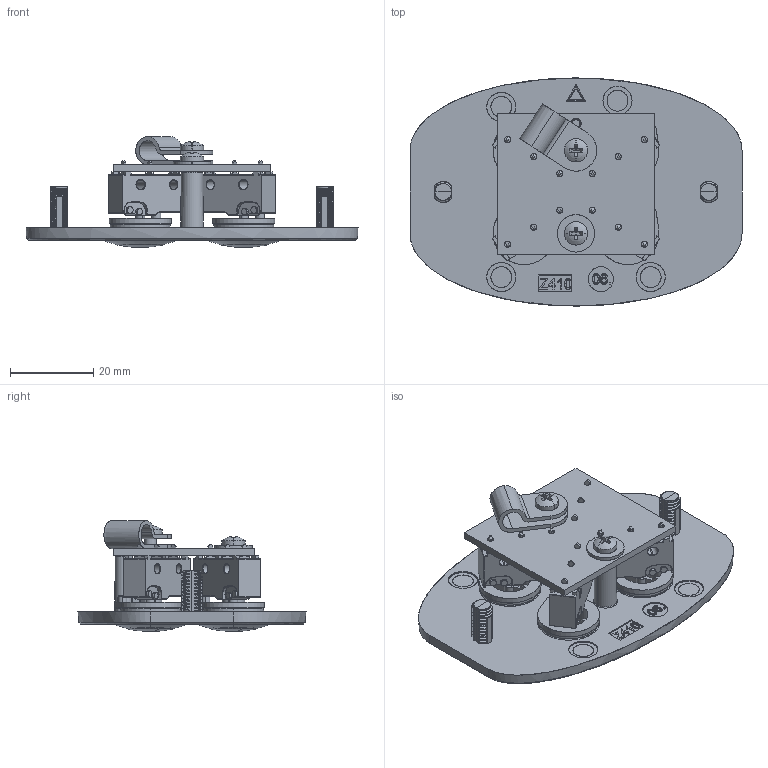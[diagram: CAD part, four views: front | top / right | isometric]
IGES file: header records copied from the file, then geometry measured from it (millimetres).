
Start section: SolidWorks IGES file using analytic representation for surfaces
Global section: file name: SHS-Pure_K4.IGS; native system: SolidWorks 2008; preprocessor: SolidWorks 2008; author: CKuhn; date: 110506.113245; units: millimetre
Bounding box: 80 x 55 x 26.7 mm (x, y, z)
Surface area: 19870.9 mm2 (no closed solid volume)
Topology: 0 solids, 0 shells, 1659 faces, 16815 edges, 16748 vertices
Faces by surface type: bspline 991, revolution 668
